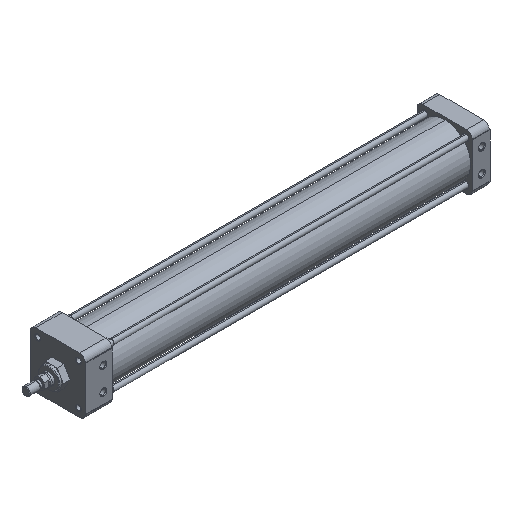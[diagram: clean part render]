
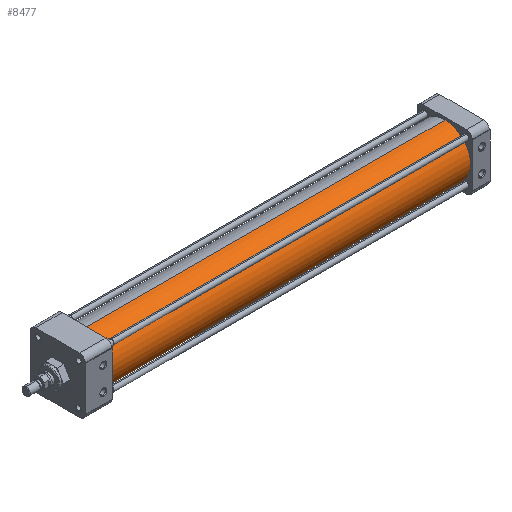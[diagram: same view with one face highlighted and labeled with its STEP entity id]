
A CAD part, isometric view. The second image highlights one B-rep face of the part: STEP entity #8477.
In plain terms, the highlighted cylindrical face has radius 34.925 mm (diameter 69.85 mm), a partial arc.
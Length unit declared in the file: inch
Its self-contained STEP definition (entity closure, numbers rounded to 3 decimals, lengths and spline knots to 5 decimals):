
#121 = DIRECTION ( 'NONE',  ( 1., 0., 0. ) ) ;
#699 = DIRECTION ( 'NONE',  ( 1., 0., 0. ) ) ;
#844 = EDGE_CURVE ( 'NONE', #7158, #6850, #6042, .T. ) ;
#1128 = ORIENTED_EDGE ( 'NONE', *, *, #3068, .T. ) ;
#1325 = VECTOR ( 'NONE', #121, 39.37008 ) ;
#2857 = CIRCLE ( 'NONE', #8489, 1.375 ) ;
#3068 = EDGE_CURVE ( 'NONE', #13057, #6850, #2857, .T. ) ;
#3081 = CARTESIAN_POINT ( 'NONE',  ( 1.42, 0., -1.375 ) ) ;
#3141 = DIRECTION ( 'NONE',  ( 0., 0., -1. ) ) ;
#3203 = CARTESIAN_POINT ( 'NONE',  ( 1.42, 0., 0. ) ) ;
#3894 = CARTESIAN_POINT ( 'NONE',  ( 20.826, 0., 0. ) ) ;
#4182 = VERTEX_POINT ( 'NONE', #3081 ) ;
#4308 = DIRECTION ( 'NONE',  ( 0., 0., -1. ) ) ;
#4557 = CARTESIAN_POINT ( 'NONE',  ( 1.42, 0., 1.375 ) ) ;
#5027 = DIRECTION ( 'NONE',  ( 0., 0., -1. ) ) ;
#5463 = CIRCLE ( 'NONE', #7592, 1.375 ) ;
#5737 = CARTESIAN_POINT ( 'NONE',  ( 20.826, 0., -1.375 ) ) ;
#6042 = LINE ( 'NONE', #10777, #8721 ) ;
#6850 = VERTEX_POINT ( 'NONE', #13045 ) ;
#7158 = VERTEX_POINT ( 'NONE', #4557 ) ;
#7592 = AXIS2_PLACEMENT_3D ( 'NONE', #3203, #11063, #4308 ) ;
#7698 = LINE ( 'NONE', #5737, #1325 ) ;
#8226 = FACE_OUTER_BOUND ( 'NONE', #13362, .T. ) ;
#8477 = ADVANCED_FACE ( 'NONE', ( #8226 ), #12808, .T. ) ;
#8489 = AXIS2_PLACEMENT_3D ( 'NONE', #3894, #11769, #5027 ) ;
#8712 = DIRECTION ( 'NONE',  ( 1., 0., 0. ) ) ;
#8721 = VECTOR ( 'NONE', #699, 39.37008 ) ;
#9298 = ORIENTED_EDGE ( 'NONE', *, *, #11842, .T. ) ;
#9884 = CARTESIAN_POINT ( 'NONE',  ( 20.826, 0., 0. ) ) ;
#10509 = AXIS2_PLACEMENT_3D ( 'NONE', #9884, #8712, #3141 ) ;
#10777 = CARTESIAN_POINT ( 'NONE',  ( 20.826, 0., 1.375 ) ) ;
#11063 = DIRECTION ( 'NONE',  ( 1., 0., 0. ) ) ;
#11769 = DIRECTION ( 'NONE',  ( -1., 0., 0. ) ) ;
#11842 = EDGE_CURVE ( 'NONE', #7158, #4182, #5463, .T. ) ;
#12027 = ORIENTED_EDGE ( 'NONE', *, *, #844, .F. ) ;
#12808 = CYLINDRICAL_SURFACE ( 'NONE', #10509, 1.375 ) ;
#13045 = CARTESIAN_POINT ( 'NONE',  ( 20.826, 0., 1.375 ) ) ;
#13056 = EDGE_CURVE ( 'NONE', #4182, #13057, #7698, .T. ) ;
#13057 = VERTEX_POINT ( 'NONE', #13613 ) ;
#13178 = ORIENTED_EDGE ( 'NONE', *, *, #13056, .T. ) ;
#13362 = EDGE_LOOP ( 'NONE', ( #12027, #9298, #13178, #1128 ) ) ;
#13613 = CARTESIAN_POINT ( 'NONE',  ( 20.826, 0., -1.375 ) ) ;
